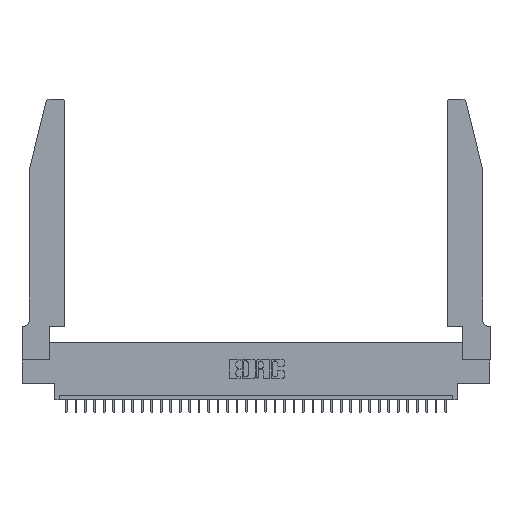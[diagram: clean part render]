
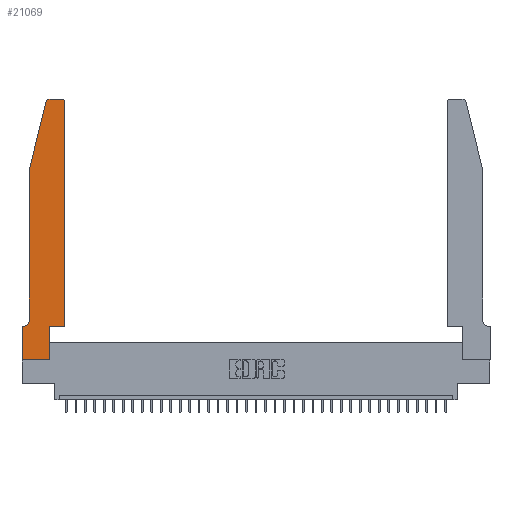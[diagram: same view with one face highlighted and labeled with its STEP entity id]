
A CAD part, top view. The second image highlights one B-rep face of the part: STEP entity #21069.
In plain terms, the highlighted planar face has unit normal (0, 0, 1).
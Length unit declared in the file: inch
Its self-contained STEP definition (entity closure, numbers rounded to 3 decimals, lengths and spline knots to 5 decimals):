
#82 = LINE ( 'NONE', #22107, #3024 ) ;
#202 = VECTOR ( 'NONE', #19144, 39.37008 ) ;
#205 = DIRECTION ( 'NONE',  ( -1., 0., 0. ) ) ;
#289 = CARTESIAN_POINT ( 'NONE',  ( 0.2865, 0., 0.37 ) ) ;
#912 = CARTESIAN_POINT ( 'NONE',  ( 0.4505, 0.35, 0.37 ) ) ;
#1063 = VERTEX_POINT ( 'NONE', #33483 ) ;
#1310 = ORIENTED_EDGE ( 'NONE', *, *, #24086, .T. ) ;
#1425 = EDGE_CURVE ( 'NONE', #34403, #21093, #15401, .T. ) ;
#1641 = DIRECTION ( 'NONE',  ( 1., 0., 0. ) ) ;
#2059 = CARTESIAN_POINT ( 'NONE',  ( 0.4505, 0.35, 0.37 ) ) ;
#2166 = CARTESIAN_POINT ( 'NONE',  ( 0.0755, 2., 0.37 ) ) ;
#2343 = EDGE_CURVE ( 'NONE', #35455, #16917, #15892, .T. ) ;
#3024 = VECTOR ( 'NONE', #25186, 39.37008 ) ;
#3107 = EDGE_CURVE ( 'NONE', #21093, #35455, #13381, .T. ) ;
#3393 = DIRECTION ( 'NONE',  ( -0.239, -0.971, 0. ) ) ;
#3446 = AXIS2_PLACEMENT_3D ( 'NONE', #8381, #5310, #205 ) ;
#3474 = VERTEX_POINT ( 'NONE', #24079 ) ;
#4362 = CARTESIAN_POINT ( 'NONE',  ( 0.284, 2.72, 0.37 ) ) ;
#5310 = DIRECTION ( 'NONE',  ( 0., 0., -1. ) ) ;
#5383 = LINE ( 'NONE', #33039, #30071 ) ;
#5505 = VERTEX_POINT ( 'NONE', #15638 ) ;
#6901 = CARTESIAN_POINT ( 'NONE',  ( 0.2865, 0.35, 0.37 ) ) ;
#6934 = VERTEX_POINT ( 'NONE', #35861 ) ;
#7244 = LINE ( 'NONE', #2166, #21598 ) ;
#7754 = DIRECTION ( 'NONE',  ( 0., -1., 0. ) ) ;
#8381 = CARTESIAN_POINT ( 'NONE',  ( 0.0055, 0.42, 0.37 ) ) ;
#9196 = LINE ( 'NONE', #11760, #19881 ) ;
#9298 = CARTESIAN_POINT ( 'NONE',  ( 0.4205, 2.72, 0.37 ) ) ;
#9747 = ORIENTED_EDGE ( 'NONE', *, *, #25369, .T. ) ;
#9847 = CARTESIAN_POINT ( 'NONE',  ( 0., 0., 0.37 ) ) ;
#10087 = EDGE_CURVE ( 'NONE', #16917, #1063, #27062, .T. ) ;
#10857 = CARTESIAN_POINT ( 'NONE',  ( 0., 0.35, 0.37 ) ) ;
#10906 = ORIENTED_EDGE ( 'NONE', *, *, #2343, .T. ) ;
#11559 = ORIENTED_EDGE ( 'NONE', *, *, #18771, .T. ) ;
#11760 = CARTESIAN_POINT ( 'NONE',  ( 0.0755, 2., 0.37 ) ) ;
#12889 = EDGE_CURVE ( 'NONE', #5505, #13942, #30115, .T. ) ;
#13162 = DIRECTION ( 'NONE',  ( 0., 1., 0. ) ) ;
#13381 = LINE ( 'NONE', #24484, #33749 ) ;
#13569 = DIRECTION ( 'NONE',  ( 1., 0., 0. ) ) ;
#13942 = VERTEX_POINT ( 'NONE', #18692 ) ;
#15401 = LINE ( 'NONE', #31393, #20983 ) ;
#15638 = CARTESIAN_POINT ( 'NONE',  ( 0.284, 2.75, 0.37 ) ) ;
#15892 = LINE ( 'NONE', #2059, #16904 ) ;
#16071 = ORIENTED_EDGE ( 'NONE', *, *, #35102, .T. ) ;
#16619 = VERTEX_POINT ( 'NONE', #10857 ) ;
#16904 = VECTOR ( 'NONE', #13162, 39.37008 ) ;
#16917 = VERTEX_POINT ( 'NONE', #18480 ) ;
#17481 = CARTESIAN_POINT ( 'NONE',  ( 0., 0.35, 0.37 ) ) ;
#18107 = ORIENTED_EDGE ( 'NONE', *, *, #1425, .T. ) ;
#18480 = CARTESIAN_POINT ( 'NONE',  ( 0.4505, 2.72, 0.37 ) ) ;
#18692 = CARTESIAN_POINT ( 'NONE',  ( 0.25487, 2.72718, 0.37 ) ) ;
#18771 = EDGE_CURVE ( 'NONE', #16619, #3474, #5383, .T. ) ;
#18872 = CARTESIAN_POINT ( 'NONE',  ( 0.0755, 0.42, 0.37 ) ) ;
#19144 = DIRECTION ( 'NONE',  ( 1., 0., 0. ) ) ;
#19881 = VECTOR ( 'NONE', #3393, 39.37008 ) ;
#19887 = DIRECTION ( 'NONE',  ( 0., 0., 1. ) ) ;
#20753 = PLANE ( 'NONE',  #27270 ) ;
#20983 = VECTOR ( 'NONE', #34674, 39.37008 ) ;
#21069 = ADVANCED_FACE ( 'NONE', ( #26202 ), #20753, .T. ) ;
#21093 = VERTEX_POINT ( 'NONE', #6901 ) ;
#21598 = VECTOR ( 'NONE', #32358, 39.37008 ) ;
#22107 = CARTESIAN_POINT ( 'NONE',  ( 0.0755, 0.35, 0.37 ) ) ;
#24079 = CARTESIAN_POINT ( 'NONE',  ( 0., 0., 0.37 ) ) ;
#24086 = EDGE_CURVE ( 'NONE', #13942, #30929, #9196, .T. ) ;
#24346 = EDGE_CURVE ( 'NONE', #6934, #16619, #82, .T. ) ;
#24484 = CARTESIAN_POINT ( 'NONE',  ( 0.4505, 0.35, 0.37 ) ) ;
#25186 = DIRECTION ( 'NONE',  ( -1., 0., 0. ) ) ;
#25369 = EDGE_CURVE ( 'NONE', #1063, #5505, #30282, .T. ) ;
#25824 = CARTESIAN_POINT ( 'NONE',  ( 0.0755, 2., 0.37 ) ) ;
#26030 = AXIS2_PLACEMENT_3D ( 'NONE', #4362, #26574, #1641 ) ;
#26051 = DIRECTION ( 'NONE',  ( 1., 0., 0. ) ) ;
#26202 = FACE_OUTER_BOUND ( 'NONE', #28747, .T. ) ;
#26432 = LINE ( 'NONE', #9847, #202 ) ;
#26574 = DIRECTION ( 'NONE',  ( 0., 0., 1. ) ) ;
#26672 = ORIENTED_EDGE ( 'NONE', *, *, #31001, .T. ) ;
#27062 = CIRCLE ( 'NONE', #35173, 0.03 ) ;
#27270 = AXIS2_PLACEMENT_3D ( 'NONE', #17481, #34209, #28752 ) ;
#27529 = ORIENTED_EDGE ( 'NONE', *, *, #28663, .T. ) ;
#27837 = ORIENTED_EDGE ( 'NONE', *, *, #24346, .T. ) ;
#28663 = EDGE_CURVE ( 'NONE', #34306, #6934, #33681, .T. ) ;
#28747 = EDGE_LOOP ( 'NONE', ( #9747, #35381, #1310, #26672, #27529, #27837, #11559, #16071, #18107, #34104, #10906, #29342 ) ) ;
#28752 = DIRECTION ( 'NONE',  ( 1., 0., 0. ) ) ;
#29342 = ORIENTED_EDGE ( 'NONE', *, *, #10087, .T. ) ;
#29757 = CARTESIAN_POINT ( 'NONE',  ( 0.2605, 2.75, 0.37 ) ) ;
#29932 = DIRECTION ( 'NONE',  ( -1., 0., 0. ) ) ;
#30071 = VECTOR ( 'NONE', #7754, 39.37008 ) ;
#30115 = CIRCLE ( 'NONE', #26030, 0.03 ) ;
#30282 = LINE ( 'NONE', #29757, #33191 ) ;
#30929 = VERTEX_POINT ( 'NONE', #25824 ) ;
#31001 = EDGE_CURVE ( 'NONE', #30929, #34306, #7244, .T. ) ;
#31393 = CARTESIAN_POINT ( 'NONE',  ( 0.2865, 0.35, 0.37 ) ) ;
#32358 = DIRECTION ( 'NONE',  ( 0., -1., 0. ) ) ;
#33039 = CARTESIAN_POINT ( 'NONE',  ( 0., 0., 0.37 ) ) ;
#33191 = VECTOR ( 'NONE', #29932, 39.37008 ) ;
#33483 = CARTESIAN_POINT ( 'NONE',  ( 0.4205, 2.75, 0.37 ) ) ;
#33681 = CIRCLE ( 'NONE', #3446, 0.07 ) ;
#33749 = VECTOR ( 'NONE', #13569, 39.37008 ) ;
#34104 = ORIENTED_EDGE ( 'NONE', *, *, #3107, .T. ) ;
#34209 = DIRECTION ( 'NONE',  ( 0., 0., 1. ) ) ;
#34306 = VERTEX_POINT ( 'NONE', #18872 ) ;
#34403 = VERTEX_POINT ( 'NONE', #289 ) ;
#34674 = DIRECTION ( 'NONE',  ( 0., 1., 0. ) ) ;
#35102 = EDGE_CURVE ( 'NONE', #3474, #34403, #26432, .T. ) ;
#35173 = AXIS2_PLACEMENT_3D ( 'NONE', #9298, #19887, #26051 ) ;
#35381 = ORIENTED_EDGE ( 'NONE', *, *, #12889, .T. ) ;
#35455 = VERTEX_POINT ( 'NONE', #912 ) ;
#35861 = CARTESIAN_POINT ( 'NONE',  ( 0.0055, 0.35, 0.37 ) ) ;
